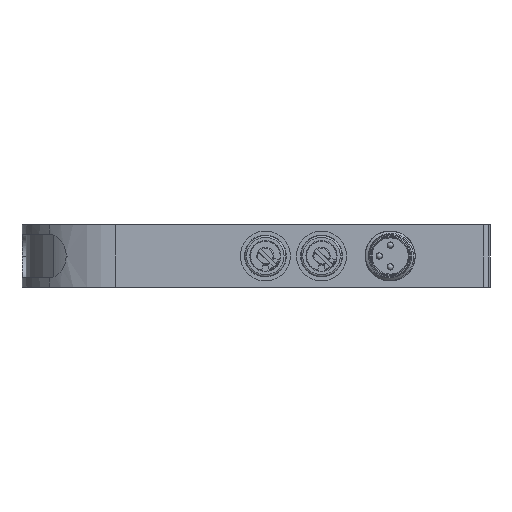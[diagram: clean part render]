
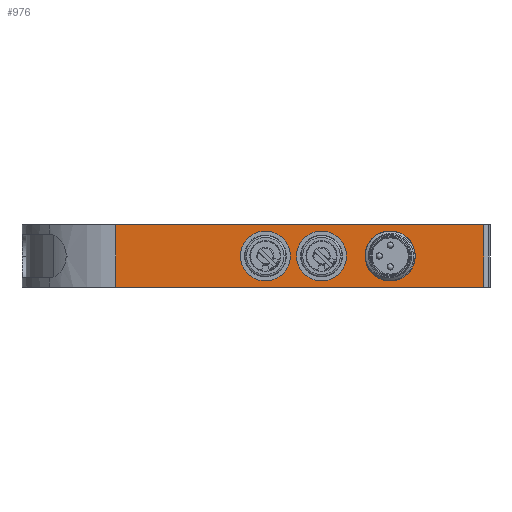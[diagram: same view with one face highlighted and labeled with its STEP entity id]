
A CAD part, front view. The second image highlights one B-rep face of the part: STEP entity #976.
In plain terms, the highlighted planar face has unit normal (0, -1, 0).
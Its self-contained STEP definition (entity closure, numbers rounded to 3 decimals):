
#976=ADVANCED_FACE('',(#2199,#2200,#2201,#2202),#2203,.T.);
#2199=FACE_BOUND('',#5448,.T.);
#2200=FACE_BOUND('',#5449,.T.);
#2201=FACE_OUTER_BOUND('',#5450,.T.);
#2202=FACE_BOUND('',#5451,.T.);
#2203=PLANE('',#5452);
#5448=EDGE_LOOP('',(#8167,#8168));
#5449=EDGE_LOOP('',(#8169,#8170));
#5450=EDGE_LOOP('',(#8171,#8172,#8173,#8174));
#5451=EDGE_LOOP('',(#8175,#8176));
#5452=AXIS2_PLACEMENT_3D('',#8177,#8178,#8179);
#8167=ORIENTED_EDGE('',*,*,#9834,.T.);
#8168=ORIENTED_EDGE('',*,*,#9779,.T.);
#8169=ORIENTED_EDGE('',*,*,#10102,.T.);
#8170=ORIENTED_EDGE('',*,*,#9757,.T.);
#8171=ORIENTED_EDGE('',*,*,#10103,.T.);
#8172=ORIENTED_EDGE('',*,*,#10104,.F.);
#8173=ORIENTED_EDGE('',*,*,#10105,.F.);
#8174=ORIENTED_EDGE('',*,*,#10106,.T.);
#8175=ORIENTED_EDGE('',*,*,#10107,.T.);
#8176=ORIENTED_EDGE('',*,*,#10108,.T.);
#8177=CARTESIAN_POINT('',(36.5,-37.5,-5.0));
#8178=DIRECTION('',(0.,-1.0,0.));
#8179=DIRECTION('',(0.,0.,-1.0));
#9757=EDGE_CURVE('',#10809,#10813,#10815,.T.);
#9779=EDGE_CURVE('',#10843,#10847,#10849,.T.);
#9834=EDGE_CURVE('',#10847,#10843,#10931,.T.);
#10102=EDGE_CURVE('',#10813,#10809,#11307,.T.);
#10103=EDGE_CURVE('',#11308,#11309,#11310,.T.);
#10104=EDGE_CURVE('',#11311,#11309,#11312,.T.);
#10105=EDGE_CURVE('',#11313,#11311,#11314,.T.);
#10106=EDGE_CURVE('',#11313,#11308,#11315,.T.);
#10107=EDGE_CURVE('',#11316,#11317,#11318,.T.);
#10108=EDGE_CURVE('',#11317,#11316,#11319,.T.);
#10809=VERTEX_POINT('',#14453);
#10813=VERTEX_POINT('',#14458);
#10815=CIRCLE('',#14461,4.0);
#10843=VERTEX_POINT('',#14541);
#10847=VERTEX_POINT('',#14546);
#10849=CIRCLE('',#14549,4.0);
#10931=CIRCLE('',#14836,4.0);
#11307=CIRCLE('',#16631,4.0);
#11308=VERTEX_POINT('',#16632);
#11309=VERTEX_POINT('',#16633);
#11310=LINE('',#16634,#16635);
#11311=VERTEX_POINT('',#16636);
#11312=LINE('',#16637,#16638);
#11313=VERTEX_POINT('',#16639);
#11314=LINE('',#16640,#16641);
#11315=LINE('',#16642,#16643);
#11316=VERTEX_POINT('',#16644);
#11317=VERTEX_POINT('',#16645);
#11318=CIRCLE('',#16646,3.25);
#11319=CIRCLE('',#16647,3.25);
#14453=CARTESIAN_POINT('',(5.5,-37.5,0.));
#14458=CARTESIAN_POINT('',(-2.5,-37.5,0.));
#14461=AXIS2_PLACEMENT_3D('',#17805,#17806,#17807);
#14541=CARTESIAN_POINT('',(14.5,-37.5,0.));
#14546=CARTESIAN_POINT('',(6.5,-37.5,0.));
#14549=AXIS2_PLACEMENT_3D('',#17838,#17839,#17840);
#14836=AXIS2_PLACEMENT_3D('',#17905,#17906,#17907);
#16631=AXIS2_PLACEMENT_3D('',#18197,#18198,#18199);
#16632=CARTESIAN_POINT('',(36.5,-37.5,5.0));
#16633=CARTESIAN_POINT('',(-22.5,-37.5,5.));
#16634=CARTESIAN_POINT('',(36.5,-37.5,5.0));
#16635=VECTOR('',#18200,1.);
#16636=CARTESIAN_POINT('',(-22.5,-37.5,-5.));
#16637=CARTESIAN_POINT('',(-22.5,-37.5,-5.));
#16638=VECTOR('',#18201,0.75);
#16639=CARTESIAN_POINT('',(36.5,-37.5,-5.0));
#16640=CARTESIAN_POINT('',(36.5,-37.5,-5.0));
#16641=VECTOR('',#18202,1.);
#16642=CARTESIAN_POINT('',(36.5,-37.5,-5.0));
#16643=VECTOR('',#18203,0.75);
#16644=CARTESIAN_POINT('',(21.5,-37.5,-3.25));
#16645=CARTESIAN_POINT('',(21.5,-37.5,3.25));
#16646=AXIS2_PLACEMENT_3D('',#18204,#18205,#18206);
#16647=AXIS2_PLACEMENT_3D('',#18207,#18208,#18209);
#17805=CARTESIAN_POINT('',(1.5,-37.5,0.));
#17806=DIRECTION('',(0.,1.0,0.));
#17807=DIRECTION('',(1.0,0.,0.));
#17838=CARTESIAN_POINT('',(10.5,-37.5,0.));
#17839=DIRECTION('',(0.,1.0,0.));
#17840=DIRECTION('',(1.0,0.,0.));
#17905=CARTESIAN_POINT('',(10.5,-37.5,0.));
#17906=DIRECTION('',(0.,1.0,0.));
#17907=DIRECTION('',(1.0,0.,0.));
#18197=CARTESIAN_POINT('',(1.5,-37.5,0.));
#18198=DIRECTION('',(0.,1.0,0.));
#18199=DIRECTION('',(1.0,0.,0.));
#18200=DIRECTION('',(-1.0,0.,0.));
#18201=DIRECTION('',(0.,0.,1.0));
#18202=DIRECTION('',(-1.0,0.,0.));
#18203=DIRECTION('',(0.,0.,1.0));
#18204=CARTESIAN_POINT('',(21.5,-37.5,0.));
#18205=DIRECTION('',(0.,1.0,0.));
#18206=DIRECTION('',(0.,0.,-1.0));
#18207=CARTESIAN_POINT('',(21.5,-37.5,0.));
#18208=DIRECTION('',(0.,1.0,0.));
#18209=DIRECTION('',(0.,0.,-1.0));
